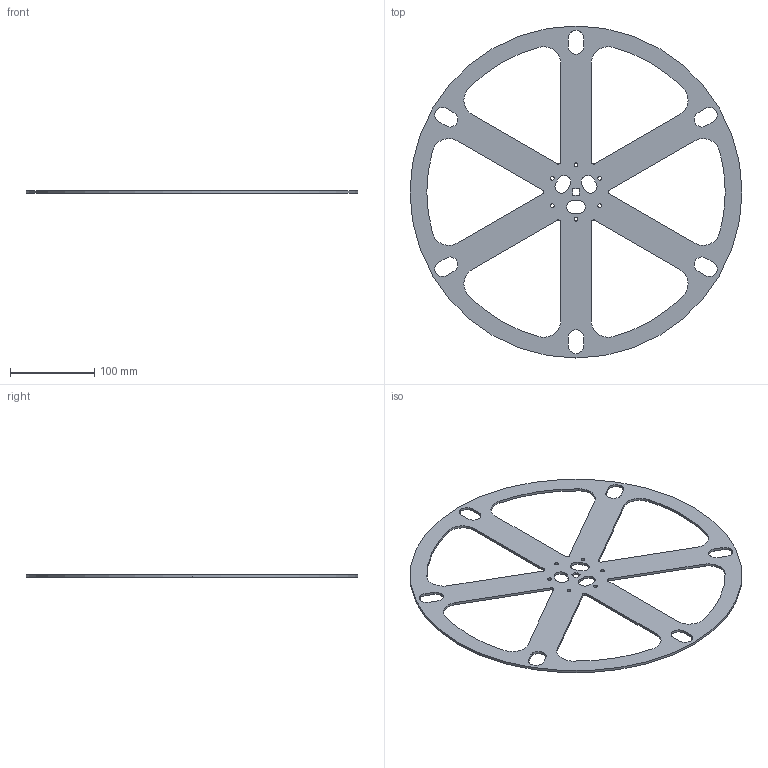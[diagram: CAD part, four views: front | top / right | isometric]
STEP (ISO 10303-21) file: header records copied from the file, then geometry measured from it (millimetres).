
FILE_DESCRIPTION (( 'STEP AP203' ), '1' );
FILE_NAME ('joue bobine.STEP', '2020-09-12T14:53:35', ( '' ), ( '' ), 'SwSTEP 2.0', 'SolidWorks 2017', '' );
FILE_SCHEMA (( 'CONFIG_CONTROL_DESIGN' ));
Length unit declared in the file: millimetre
Products named in the file (1): joue bobine
Bounding box: 395 x 395 x 3 mm (x, y, z)
Volume: 168998.4 mm3; surface area: 126114.6 mm2
Topology: 1 solids, 1 shells, 117 faces, 345 edges, 230 vertices
Faces by surface type: cylinder 81, plane 36
Entity records: 4146 total; most frequent: DIRECTION 743, CARTESIAN_POINT 693, ORIENTED_EDGE 690, EDGE_CURVE 345, AXIS2_PLACEMENT_3D 280, VERTEX_POINT 230, VECTOR 183, LINE 183
